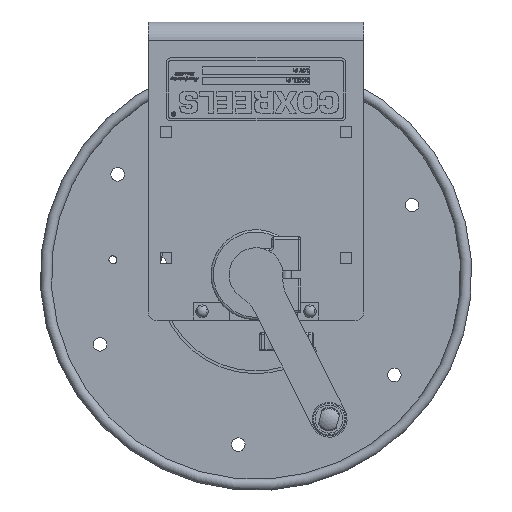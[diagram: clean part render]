
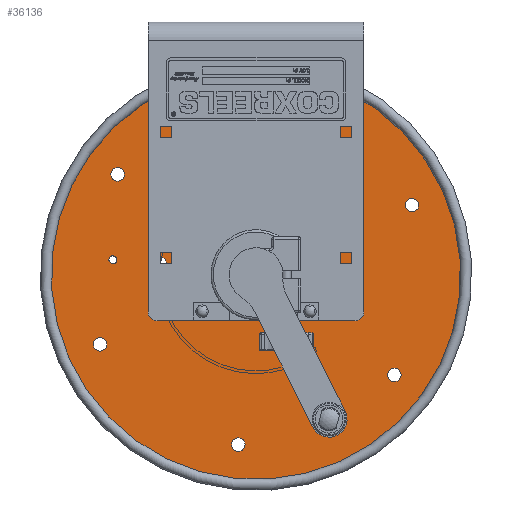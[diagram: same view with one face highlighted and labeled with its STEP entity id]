
A CAD part, left-side view. The second image highlights one B-rep face of the part: STEP entity #36136.
In plain terms, the highlighted planar face has unit normal (-1, 0, 0).
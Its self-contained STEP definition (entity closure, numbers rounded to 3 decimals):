
#2610=FACE_BOUND('',#6149,.T.);
#2611=FACE_BOUND('',#6150,.T.);
#2612=FACE_BOUND('',#6151,.T.);
#2613=FACE_BOUND('',#6152,.T.);
#2614=FACE_BOUND('',#6153,.T.);
#2615=FACE_BOUND('',#6154,.T.);
#2616=FACE_BOUND('',#6155,.T.);
#2617=FACE_BOUND('',#6156,.T.);
#2618=FACE_BOUND('',#6157,.T.);
#2619=FACE_BOUND('',#6158,.T.);
#2620=FACE_BOUND('',#6159,.T.);
#2621=FACE_BOUND('',#6160,.T.);
#2622=FACE_BOUND('',#6161,.T.);
#3123=CIRCLE('',#37764,0.25);
#3124=CIRCLE('',#37766,0.25);
#3125=CIRCLE('',#37768,0.25);
#3126=CIRCLE('',#37770,0.11);
#3127=CIRCLE('',#37772,0.188);
#3128=CIRCLE('',#37774,0.188);
#3129=CIRCLE('',#37776,0.188);
#3130=CIRCLE('',#37778,0.188);
#3131=CIRCLE('',#37780,0.188);
#3132=CIRCLE('',#37782,0.188);
#3133=CIRCLE('',#37784,0.11);
#3134=CIRCLE('',#37786,0.11);
#3135=CIRCLE('',#37788,5.845);
#3136=CIRCLE('',#37789,0.565);
#4531=FACE_OUTER_BOUND('',#6148,.T.);
#6148=EDGE_LOOP('',(#32252));
#6149=EDGE_LOOP('',(#32253));
#6150=EDGE_LOOP('',(#32254));
#6151=EDGE_LOOP('',(#32255));
#6152=EDGE_LOOP('',(#32256));
#6153=EDGE_LOOP('',(#32257));
#6154=EDGE_LOOP('',(#32258));
#6155=EDGE_LOOP('',(#32259));
#6156=EDGE_LOOP('',(#32260));
#6157=EDGE_LOOP('',(#32261));
#6158=EDGE_LOOP('',(#32262));
#6159=EDGE_LOOP('',(#32263));
#6160=EDGE_LOOP('',(#32264));
#6161=EDGE_LOOP('',(#32265));
#17846=VERTEX_POINT('',#65705);
#17847=VERTEX_POINT('',#65709);
#17848=VERTEX_POINT('',#65713);
#17849=VERTEX_POINT('',#65717);
#17850=VERTEX_POINT('',#65721);
#17851=VERTEX_POINT('',#65725);
#17852=VERTEX_POINT('',#65729);
#17853=VERTEX_POINT('',#65733);
#17854=VERTEX_POINT('',#65737);
#17855=VERTEX_POINT('',#65741);
#17856=VERTEX_POINT('',#65745);
#17857=VERTEX_POINT('',#65749);
#17858=VERTEX_POINT('',#65753);
#17859=VERTEX_POINT('',#65755);
#23680=EDGE_CURVE('',#17846,#17846,#3123,.T.);
#23682=EDGE_CURVE('',#17847,#17847,#3124,.T.);
#23684=EDGE_CURVE('',#17848,#17848,#3125,.T.);
#23686=EDGE_CURVE('',#17849,#17849,#3126,.T.);
#23687=EDGE_CURVE('',#17850,#17850,#3127,.T.);
#23689=EDGE_CURVE('',#17851,#17851,#3128,.T.);
#23691=EDGE_CURVE('',#17852,#17852,#3129,.T.);
#23693=EDGE_CURVE('',#17853,#17853,#3130,.T.);
#23695=EDGE_CURVE('',#17854,#17854,#3131,.T.);
#23697=EDGE_CURVE('',#17855,#17855,#3132,.T.);
#23700=EDGE_CURVE('',#17856,#17856,#3133,.T.);
#23702=EDGE_CURVE('',#17857,#17857,#3134,.T.);
#23703=EDGE_CURVE('',#17858,#17858,#3135,.T.);
#23704=EDGE_CURVE('',#17859,#17859,#3136,.T.);
#32252=ORIENTED_EDGE('',*,*,#23703,.F.);
#32253=ORIENTED_EDGE('',*,*,#23704,.T.);
#32254=ORIENTED_EDGE('',*,*,#23680,.T.);
#32255=ORIENTED_EDGE('',*,*,#23682,.T.);
#32256=ORIENTED_EDGE('',*,*,#23684,.T.);
#32257=ORIENTED_EDGE('',*,*,#23686,.T.);
#32258=ORIENTED_EDGE('',*,*,#23687,.T.);
#32259=ORIENTED_EDGE('',*,*,#23689,.T.);
#32260=ORIENTED_EDGE('',*,*,#23691,.T.);
#32261=ORIENTED_EDGE('',*,*,#23693,.T.);
#32262=ORIENTED_EDGE('',*,*,#23695,.T.);
#32263=ORIENTED_EDGE('',*,*,#23697,.T.);
#32264=ORIENTED_EDGE('',*,*,#23700,.T.);
#32265=ORIENTED_EDGE('',*,*,#23702,.T.);
#33517=PLANE('',#37787);
#36136=ADVANCED_FACE('',(#4531,#2610,#2611,#2612,#2613,#2614,#2615,#2616,
#2617,#2618,#2619,#2620,#2621,#2622),#33517,.T.);
#37764=AXIS2_PLACEMENT_3D('',#65707,#44311,#44312);
#37766=AXIS2_PLACEMENT_3D('',#65711,#44316,#44317);
#37768=AXIS2_PLACEMENT_3D('',#65715,#44321,#44322);
#37770=AXIS2_PLACEMENT_3D('',#65719,#44326,#44327);
#37772=AXIS2_PLACEMENT_3D('',#65722,#44330,#44331);
#37774=AXIS2_PLACEMENT_3D('',#65726,#44335,#44336);
#37776=AXIS2_PLACEMENT_3D('',#65730,#44340,#44341);
#37778=AXIS2_PLACEMENT_3D('',#65734,#44345,#44346);
#37780=AXIS2_PLACEMENT_3D('',#65738,#44350,#44351);
#37782=AXIS2_PLACEMENT_3D('',#65742,#44355,#44356);
#37784=AXIS2_PLACEMENT_3D('',#65747,#44361,#44362);
#37786=AXIS2_PLACEMENT_3D('',#65751,#44366,#44367);
#37787=AXIS2_PLACEMENT_3D('',#65752,#44368,#44369);
#37788=AXIS2_PLACEMENT_3D('',#65754,#44370,#44371);
#37789=AXIS2_PLACEMENT_3D('',#65756,#44372,#44373);
#44311=DIRECTION('center_axis',(1.,0.,0.));
#44312=DIRECTION('ref_axis',(0.,0.81,0.587));
#44316=DIRECTION('center_axis',(1.,0.,0.));
#44317=DIRECTION('ref_axis',(0.,0.81,0.587));
#44321=DIRECTION('center_axis',(1.,0.,0.));
#44322=DIRECTION('ref_axis',(0.,0.81,0.587));
#44326=DIRECTION('center_axis',(1.,0.,0.));
#44327=DIRECTION('ref_axis',(0.,0.81,0.587));
#44330=DIRECTION('center_axis',(1.,0.,0.));
#44331=DIRECTION('ref_axis',(0.,-0.81,-0.587));
#44335=DIRECTION('center_axis',(1.,0.,0.));
#44336=DIRECTION('ref_axis',(0.,-0.913,0.408));
#44340=DIRECTION('center_axis',(1.,0.,0.));
#44341=DIRECTION('ref_axis',(0.,-0.104,0.995));
#44345=DIRECTION('center_axis',(1.,0.,0.));
#44346=DIRECTION('ref_axis',(0.,0.81,0.587));
#44350=DIRECTION('center_axis',(1.,0.,0.));
#44351=DIRECTION('ref_axis',(0.,0.913,-0.408));
#44355=DIRECTION('center_axis',(1.,0.,0.));
#44356=DIRECTION('ref_axis',(0.,0.104,-0.995));
#44361=DIRECTION('center_axis',(1.,0.,0.));
#44362=DIRECTION('ref_axis',(0.,0.104,-0.995));
#44366=DIRECTION('center_axis',(1.,0.,0.));
#44367=DIRECTION('ref_axis',(0.,-0.913,0.408));
#44368=DIRECTION('center_axis',(-1.,0.,0.));
#44369=DIRECTION('ref_axis',(0.,-0.587,0.81));
#44370=DIRECTION('center_axis',(1.,0.,0.));
#44371=DIRECTION('ref_axis',(0.,0.81,0.587));
#44372=DIRECTION('center_axis',(1.,0.,0.));
#44373=DIRECTION('ref_axis',(0.,-0.81,-0.587));
#65705=CARTESIAN_POINT('',(-6.325,2.533,-6.752));
#65707=CARTESIAN_POINT('Origin',(-6.325,2.735,-6.605));
#65709=CARTESIAN_POINT('',(-6.325,-1.817,-4.811));
#65711=CARTESIAN_POINT('Origin',(-6.325,-1.614,-4.664));
#65713=CARTESIAN_POINT('',(-6.325,-1.323,-9.549));
#65715=CARTESIAN_POINT('Origin',(-6.325,-1.121,-9.402));
#65717=CARTESIAN_POINT('',(-6.325,-2.437,-3.717));
#65719=CARTESIAN_POINT('Origin',(-6.325,-2.348,-3.652));
#65721=CARTESIAN_POINT('',(-6.325,-0.341,-2.056));
#65722=CARTESIAN_POINT('Origin',(-6.325,-0.492,-2.166));
#65725=CARTESIAN_POINT('',(-6.325,4.016,-4.178));
#65726=CARTESIAN_POINT('Origin',(-6.325,3.845,-4.102));
#65729=CARTESIAN_POINT('',(-6.325,4.357,-9.013));
#65730=CARTESIAN_POINT('Origin',(-6.325,4.338,-8.826));
#65733=CARTESIAN_POINT('',(-6.325,0.341,-11.725));
#65734=CARTESIAN_POINT('Origin',(-6.325,0.492,-11.615));
#65737=CARTESIAN_POINT('',(-6.325,-4.016,-9.603));
#65738=CARTESIAN_POINT('Origin',(-6.325,-3.845,-9.679));
#65741=CARTESIAN_POINT('',(-6.325,-4.357,-4.768));
#65742=CARTESIAN_POINT('Origin',(-6.325,-4.338,-4.955));
#65745=CARTESIAN_POINT('',(-6.325,3.967,-6.367));
#65747=CARTESIAN_POINT('Origin',(-6.325,3.978,-6.476));
#65749=CARTESIAN_POINT('',(-6.325,-1.53,-10.588));
#65751=CARTESIAN_POINT('Origin',(-6.325,-1.63,-10.543));
#65752=CARTESIAN_POINT('Origin',(-6.325,2.366,-5.175));
#65753=CARTESIAN_POINT('',(-6.325,4.732,-3.459));
#65754=CARTESIAN_POINT('Origin',(-6.325,0.,
-6.89));
#65755=CARTESIAN_POINT('',(-6.325,0.457,-6.559));
#65756=CARTESIAN_POINT('Origin',(-6.325,0.,
-6.89));
